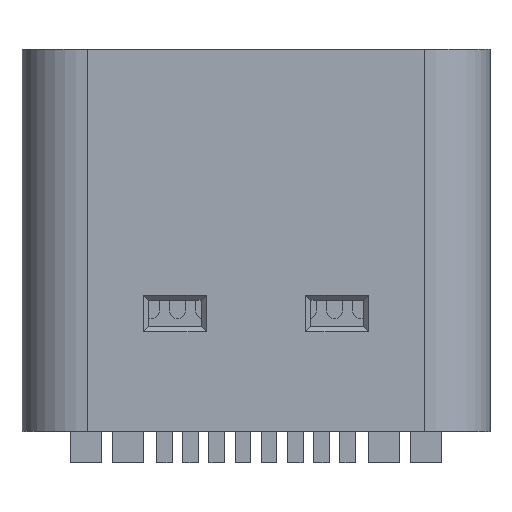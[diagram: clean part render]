
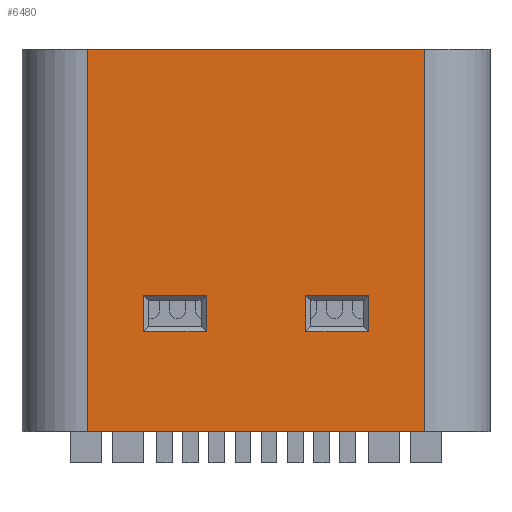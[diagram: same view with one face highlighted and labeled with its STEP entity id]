
A CAD part, top view. The second image highlights one B-rep face of the part: STEP entity #6480.
In plain terms, the highlighted face is planar.
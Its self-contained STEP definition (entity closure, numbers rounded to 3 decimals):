
#159=FACE_BOUND('',#896,.T.);
#160=FACE_BOUND('',#897,.T.);
#507=FACE_OUTER_BOUND('',#895,.T.);
#895=EDGE_LOOP('',(#4682,#4683,#4684,#4685));
#896=EDGE_LOOP('',(#4686,#4687,#4688,#4689));
#897=EDGE_LOOP('',(#4690,#4691,#4692,#4693));
#1399=LINE('',#9839,#2140);
#1442=LINE('',#9969,#2183);
#1443=LINE('',#9971,#2184);
#1444=LINE('',#9972,#2185);
#1445=LINE('',#9975,#2186);
#1446=LINE('',#9977,#2187);
#1447=LINE('',#9979,#2188);
#1448=LINE('',#9980,#2189);
#1449=LINE('',#9983,#2190);
#1450=LINE('',#9985,#2191);
#1451=LINE('',#9987,#2192);
#1452=LINE('',#9988,#2193);
#2140=VECTOR('',#7842,1000.);
#2183=VECTOR('',#7951,1000.);
#2184=VECTOR('',#7952,1000.);
#2185=VECTOR('',#7953,1000.);
#2186=VECTOR('',#7954,1000.);
#2187=VECTOR('',#7955,1000.);
#2188=VECTOR('',#7956,1000.);
#2189=VECTOR('',#7957,1000.);
#2190=VECTOR('',#7958,1000.);
#2191=VECTOR('',#7959,1000.);
#2192=VECTOR('',#7960,1000.);
#2193=VECTOR('',#7961,1000.);
#2846=VERTEX_POINT('',#9836);
#2847=VERTEX_POINT('',#9838);
#2901=VERTEX_POINT('',#9968);
#2902=VERTEX_POINT('',#9970);
#2903=VERTEX_POINT('',#9973);
#2904=VERTEX_POINT('',#9974);
#2905=VERTEX_POINT('',#9976);
#2906=VERTEX_POINT('',#9978);
#2907=VERTEX_POINT('',#9981);
#2908=VERTEX_POINT('',#9982);
#2909=VERTEX_POINT('',#9984);
#2910=VERTEX_POINT('',#9986);
#3506=EDGE_CURVE('',#2847,#2846,#1399,.T.);
#3573=EDGE_CURVE('',#2846,#2901,#1442,.T.);
#3574=EDGE_CURVE('',#2902,#2901,#1443,.T.);
#3575=EDGE_CURVE('',#2902,#2847,#1444,.T.);
#3576=EDGE_CURVE('',#2903,#2904,#1445,.T.);
#3577=EDGE_CURVE('',#2904,#2905,#1446,.T.);
#3578=EDGE_CURVE('',#2905,#2906,#1447,.T.);
#3579=EDGE_CURVE('',#2906,#2903,#1448,.T.);
#3580=EDGE_CURVE('',#2907,#2908,#1449,.T.);
#3581=EDGE_CURVE('',#2908,#2909,#1450,.T.);
#3582=EDGE_CURVE('',#2909,#2910,#1451,.T.);
#3583=EDGE_CURVE('',#2910,#2907,#1452,.T.);
#4682=ORIENTED_EDGE('',*,*,#3506,.T.);
#4683=ORIENTED_EDGE('',*,*,#3573,.T.);
#4684=ORIENTED_EDGE('',*,*,#3574,.F.);
#4685=ORIENTED_EDGE('',*,*,#3575,.T.);
#4686=ORIENTED_EDGE('',*,*,#3576,.T.);
#4687=ORIENTED_EDGE('',*,*,#3577,.T.);
#4688=ORIENTED_EDGE('',*,*,#3578,.T.);
#4689=ORIENTED_EDGE('',*,*,#3579,.T.);
#4690=ORIENTED_EDGE('',*,*,#3580,.T.);
#4691=ORIENTED_EDGE('',*,*,#3581,.T.);
#4692=ORIENTED_EDGE('',*,*,#3582,.T.);
#4693=ORIENTED_EDGE('',*,*,#3583,.T.);
#6207=PLANE('',#6979);
#6480=ADVANCED_FACE('',(#507,#159,#160),#6207,.F.);
#6979=AXIS2_PLACEMENT_3D('',#9967,#7949,#7950);
#7842=DIRECTION('',(-1.,0.,0.));
#7949=DIRECTION('center_axis',(0.,0.,1.));
#7950=DIRECTION('ref_axis',(1.,0.,0.));
#7951=DIRECTION('',(0.,1.,0.));
#7952=DIRECTION('',(-1.,0.,0.));
#7953=DIRECTION('',(0.,-1.,0.));
#7954=DIRECTION('',(1.,0.,0.));
#7955=DIRECTION('',(0.,1.,0.));
#7956=DIRECTION('',(-1.,0.,0.));
#7957=DIRECTION('',(0.,-1.,0.));
#7958=DIRECTION('',(1.,0.,0.));
#7959=DIRECTION('',(0.,1.,0.));
#7960=DIRECTION('',(-1.,0.,0.));
#7961=DIRECTION('',(0.,-1.,0.));
#9836=CARTESIAN_POINT('',(-3.22,0.,-1.605));
#9838=CARTESIAN_POINT('',(3.22,0.,-1.605));
#9839=CARTESIAN_POINT('',(-4.47,0.,-1.605));
#9967=CARTESIAN_POINT('Origin',(-4.47,7.3,-1.605));
#9968=CARTESIAN_POINT('',(-3.22,7.3,-1.605));
#9969=CARTESIAN_POINT('',(-3.22,7.3,-1.605));
#9970=CARTESIAN_POINT('',(3.22,7.3,-1.605));
#9971=CARTESIAN_POINT('',(-4.47,7.3,-1.605));
#9972=CARTESIAN_POINT('',(3.22,7.3,-1.605));
#9973=CARTESIAN_POINT('',(-2.15,1.9,-1.605));
#9974=CARTESIAN_POINT('',(-0.95,1.9,-1.605));
#9975=CARTESIAN_POINT('',(-4.47,1.9,-1.605));
#9976=CARTESIAN_POINT('',(-0.95,2.6,-1.605));
#9977=CARTESIAN_POINT('',(-0.95,7.3,-1.605));
#9978=CARTESIAN_POINT('',(-2.15,2.6,-1.605));
#9979=CARTESIAN_POINT('',(-4.47,2.6,-1.605));
#9980=CARTESIAN_POINT('',(-2.15,7.3,-1.605));
#9981=CARTESIAN_POINT('',(0.95,1.9,-1.605));
#9982=CARTESIAN_POINT('',(2.15,1.9,-1.605));
#9983=CARTESIAN_POINT('',(-4.47,1.9,-1.605));
#9984=CARTESIAN_POINT('',(2.15,2.6,-1.605));
#9985=CARTESIAN_POINT('',(2.15,7.3,-1.605));
#9986=CARTESIAN_POINT('',(0.95,2.6,-1.605));
#9987=CARTESIAN_POINT('',(-4.47,2.6,-1.605));
#9988=CARTESIAN_POINT('',(0.95,7.3,-1.605));
